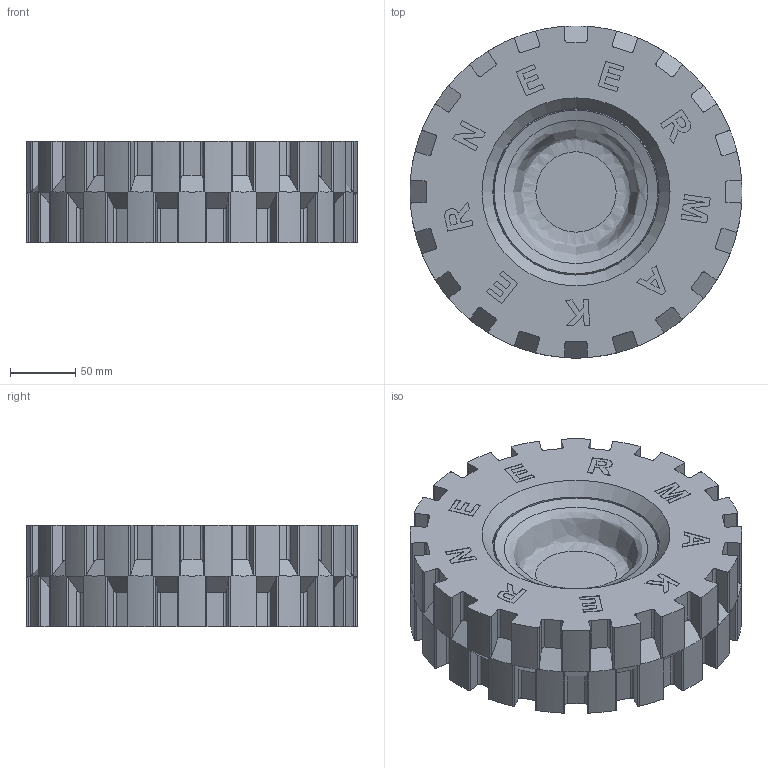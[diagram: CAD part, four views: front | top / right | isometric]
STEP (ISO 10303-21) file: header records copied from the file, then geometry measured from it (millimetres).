
FILE_DESCRIPTION(/* description */ (''),/* implementation_level */ '2;1');
FILE_NAME(/* name */ 'Medium Brick Tire - Scaled 8.5x - 3D Print Mods.step',/* time_stamp */ '2025-08-16T15:39:52-07:00',/* author */ (''),/* organization */ (''),/* preprocessor_version */ 'ST-DEVELOPER v20.1',/* originating_system */ 'Autodesk Translation Framework v14.10.0.0',/* authorisation */ '');
FILE_SCHEMA (('AUTOMOTIVE_DESIGN { 1 0 10303 214 3 1 1 }'));
Length unit declared in the file: millimetre
Products named in the file (2): Medium Brick Tire - Scaled 8.5x - 3D Print Mods; 10 inch utility wheel rim v4
Assembly tree (1 placements, depth 2):
  Medium Brick Tire - Scaled 8.5x - 3D Print Mods
    10 inch utility wheel rim v4
Bounding box: 255 x 255 x 78 mm (x, y, z)
Volume: 2935348.4 mm3; surface area: 227243 mm2
Topology: 2 solids, 2 shells, 677 faces, 1933 edges, 1286 vertices
Faces by surface type: plane 438, cylinder 164, bspline 66, cone 7, torus 2
Full cylindrical faces by diameter (mm): 100.5 x1, 128 x2, 255 x1
Entity records: 23452 total; most frequent: CARTESIAN_POINT 5653, ORIENTED_EDGE 3866, DIRECTION 3535, EDGE_CURVE 1933, LINE 1299, VECTOR 1299, VERTEX_POINT 1286, AXIS2_PLACEMENT_3D 1118
